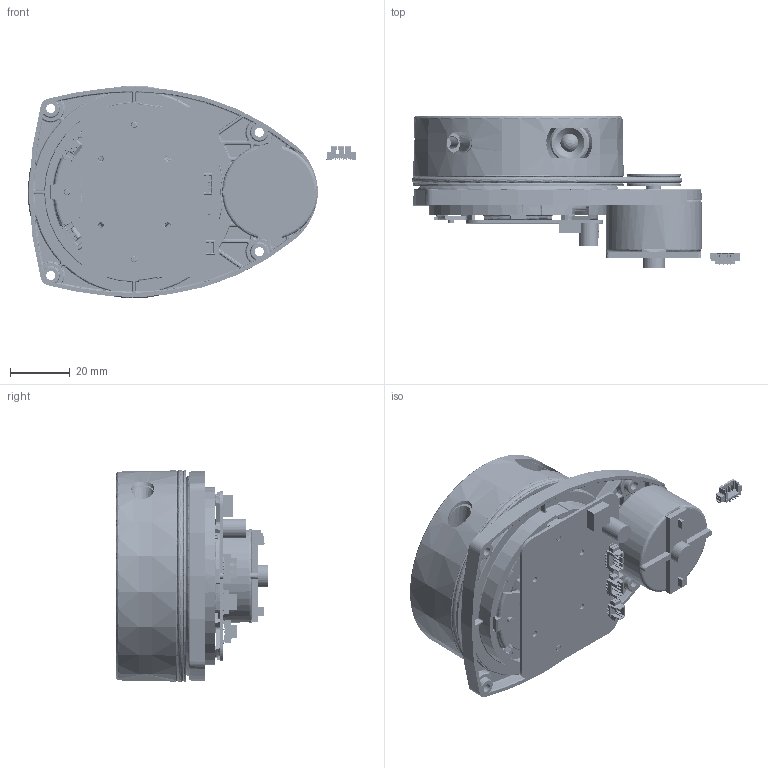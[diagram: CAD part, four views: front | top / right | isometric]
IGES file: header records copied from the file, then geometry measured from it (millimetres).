
Start section: SolidWorks IGES file using analytic representation for surfaces
Global section: file name: 18H无线-RPLIDAR-1.5 - R6(iges).IGS; native system: SolidWorks 2020; preprocessor: SolidWorks 2020; author: WangYC; date: 210601.181540; units: millimetre
Bounding box: 110.27 x 51 x 71.33 mm (x, y, z)
Volume: 71662.8 mm3; surface area: 84566.8 mm2
Topology: 23 solids, 29 shells, 5459 faces, 13582 edges, 8191 vertices
Faces by surface type: revolution 2427, plane 1729, bspline 1303
